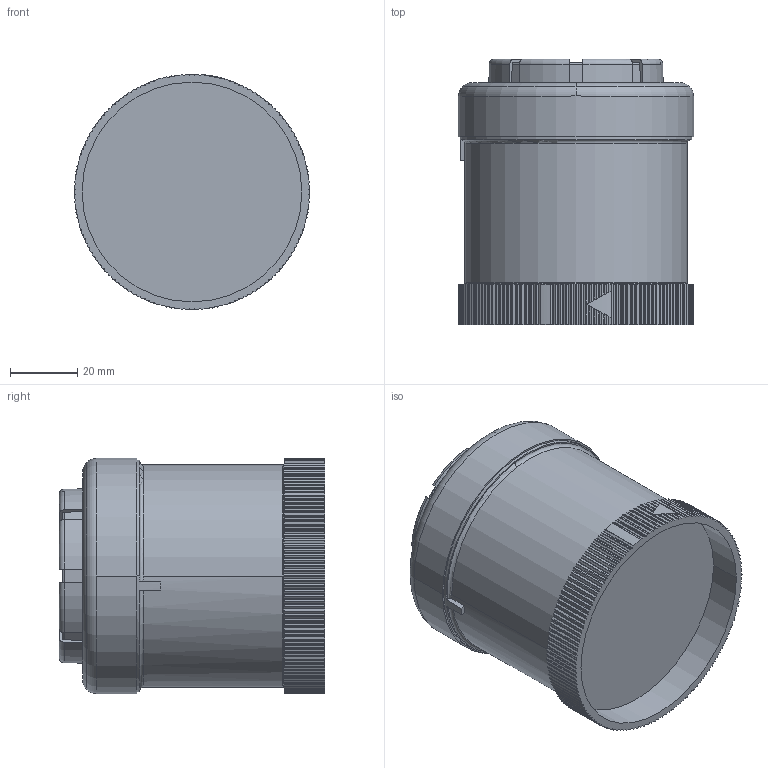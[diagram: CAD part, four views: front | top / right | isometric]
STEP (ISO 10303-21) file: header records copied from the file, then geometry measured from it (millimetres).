
FILE_DESCRIPTION((''),'2;1');
FILE_NAME('64583X55B','2011-11-11T',('dhelisch'),(''),'PRO/ENGINEER BY PARAMETRIC TECHNOLOGY CORPORATION, 2007250','PRO/ENGINEER BY PARAMETRIC TECHNOLOGY CORPORATION, 2007250','');
FILE_SCHEMA(('CONFIG_CONTROL_DESIGN'));
Length unit declared in the file: millimetre
Products named in the file (1): 64583X55B
Bounding box: 70.15 x 79 x 70.15 mm (x, y, z)
Volume: 237763.3 mm3; surface area: 33807.2 mm2
Topology: 1 solids, 3 shells, 717 faces, 2384 edges, 1677 vertices
Faces by surface type: plane 350, cylinder 330, torus 29, cone 8
Entity records: 34150 total; most frequent: CARTESIAN_POINT 5020, ORIENTED_EDGE 4768, DIRECTION 4741, PRESENTATION_STYLE_ASSIGNMENT 2385, STYLED_ITEM 2385, CURVE_STYLE 2384, EDGE_CURVE 2384, AXIS2_PLACEMENT_3D 1708
